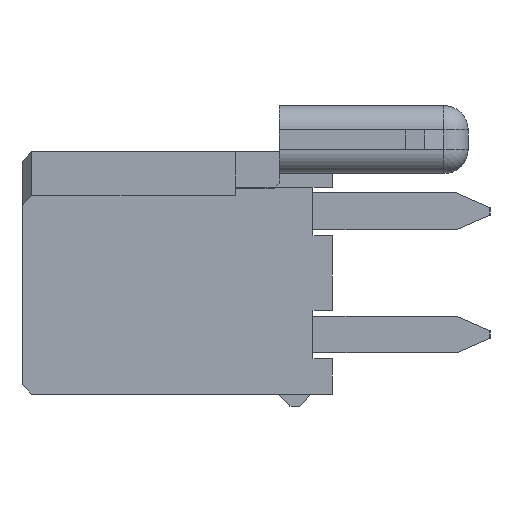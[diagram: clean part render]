
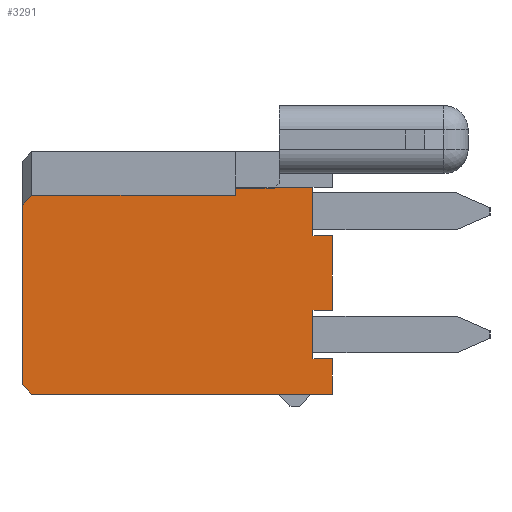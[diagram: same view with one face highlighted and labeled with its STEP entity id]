
A CAD part, left-side view. The second image highlights one B-rep face of the part: STEP entity #3291.
In plain terms, the highlighted planar face has unit normal (-1, 0, 0).
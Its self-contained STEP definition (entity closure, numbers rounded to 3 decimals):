
#1065=CARTESIAN_POINT('',(-18.4,5.2,1.6));
#1066=VERTEX_POINT('',#1065);
#1076=CARTESIAN_POINT('',(-18.4,1.,1.6));
#1077=VERTEX_POINT('',#1076);
#1078=CARTESIAN_POINT('',(-18.4,5.2,1.6));
#1079=CARTESIAN_POINT('',(-18.4,4.36,1.6));
#1080=CARTESIAN_POINT('',(-18.4,3.52,1.6));
#1081=CARTESIAN_POINT('',(-18.4,2.68,1.6));
#1082=CARTESIAN_POINT('',(-18.4,1.84,1.6));
#1083=CARTESIAN_POINT('',(-18.4,1.,1.6));
#1084=B_SPLINE_CURVE_WITH_KNOTS('',5,(#1078,#1079,#1080,#1081,#1082,#1083),.UNSPECIFIED.,.F.,.U.,(6,6),(0.,4.2),.UNSPECIFIED.);
#1085=EDGE_CURVE('',#1066,#1077,#1084,.T.);
#1104=CARTESIAN_POINT('',(-18.4,1.,1.75));
#1105=VERTEX_POINT('',#1104);
#1106=CARTESIAN_POINT('',(-18.4,0.2,1.75));
#1107=VERTEX_POINT('',#1106);
#1108=CARTESIAN_POINT('',(-18.4,1.,1.75));
#1109=CARTESIAN_POINT('',(-18.4,0.84,1.75));
#1110=CARTESIAN_POINT('',(-18.4,0.68,1.75));
#1111=CARTESIAN_POINT('',(-18.4,0.52,1.75));
#1112=CARTESIAN_POINT('',(-18.4,0.36,1.75));
#1113=CARTESIAN_POINT('',(-18.4,0.2,1.75));
#1114=B_SPLINE_CURVE_WITH_KNOTS('',5,(#1108,#1109,#1110,#1111,#1112,#1113),.UNSPECIFIED.,.F.,.U.,(6,6),(0.,0.8),.UNSPECIFIED.);
#1115=EDGE_CURVE('',#1105,#1107,#1114,.T.);
#1377=CARTESIAN_POINT('',(-18.4,5.4,1.4));
#1378=VERTEX_POINT('',#1377);
#1379=CARTESIAN_POINT('',(-18.4,5.4,1.4));
#1380=CARTESIAN_POINT('',(-18.4,5.36,1.44));
#1381=CARTESIAN_POINT('',(-18.4,5.32,1.48));
#1382=CARTESIAN_POINT('',(-18.4,5.28,1.52));
#1383=CARTESIAN_POINT('',(-18.4,5.24,1.56));
#1384=CARTESIAN_POINT('',(-18.4,5.2,1.6));
#1385=B_SPLINE_CURVE_WITH_KNOTS('',5,(#1379,#1380,#1381,#1382,#1383,#1384),.UNSPECIFIED.,.F.,.U.,(6,6),(0.,0.283),.UNSPECIFIED.);
#1386=EDGE_CURVE('',#1378,#1066,#1385,.T.);
#1409=CARTESIAN_POINT('',(-18.4,5.4,-2.3));
#1410=VERTEX_POINT('',#1409);
#1420=CARTESIAN_POINT('',(-18.4,5.4,-2.3));
#1421=CARTESIAN_POINT('',(-18.4,5.4,-1.56));
#1422=CARTESIAN_POINT('',(-18.4,5.4,-0.82));
#1423=CARTESIAN_POINT('',(-18.4,5.4,-0.08));
#1424=CARTESIAN_POINT('',(-18.4,5.4,0.66));
#1425=CARTESIAN_POINT('',(-18.4,5.4,1.4));
#1426=B_SPLINE_CURVE_WITH_KNOTS('',5,(#1420,#1421,#1422,#1423,#1424,#1425),.UNSPECIFIED.,.F.,.U.,(6,6),(0.,3.7),.UNSPECIFIED.);
#1427=EDGE_CURVE('',#1410,#1378,#1426,.T.);
#1438=CARTESIAN_POINT('',(-18.4,5.2,-2.5));
#1439=VERTEX_POINT('',#1438);
#1449=CARTESIAN_POINT('',(-18.4,5.2,-2.5));
#1450=CARTESIAN_POINT('',(-18.4,5.24,-2.46));
#1451=CARTESIAN_POINT('',(-18.4,5.28,-2.42));
#1452=CARTESIAN_POINT('',(-18.4,5.32,-2.38));
#1453=CARTESIAN_POINT('',(-18.4,5.36,-2.34));
#1454=CARTESIAN_POINT('',(-18.4,5.4,-2.3));
#1455=B_SPLINE_CURVE_WITH_KNOTS('',5,(#1449,#1450,#1451,#1452,#1453,#1454),.UNSPECIFIED.,.F.,.U.,(6,6),(0.,0.283),.UNSPECIFIED.);
#1456=EDGE_CURVE('',#1439,#1410,#1455,.T.);
#1607=CARTESIAN_POINT('',(-18.4,-1.,-1.77));
#1608=VERTEX_POINT('',#1607);
#1609=CARTESIAN_POINT('',(-18.4,-1.,-2.5));
#1610=VERTEX_POINT('',#1609);
#1611=CARTESIAN_POINT('',(-18.4,-1.,-1.77));
#1612=DIRECTION('',(0.,0.,-1.));
#1613=VECTOR('',#1612,0.73);
#1614=LINE('',#1611,#1613);
#1615=EDGE_CURVE('',#1608,#1610,#1614,.T.);
#2542=CARTESIAN_POINT('',(-18.4,-0.6,-0.77));
#2543=VERTEX_POINT('',#2542);
#2544=CARTESIAN_POINT('',(-18.4,-0.6,-1.77));
#2545=VERTEX_POINT('',#2544);
#2546=CARTESIAN_POINT('',(-18.4,-0.6,-0.77));
#2547=DIRECTION('',(0.,0.,-1.));
#2548=VECTOR('',#2547,1.);
#2549=LINE('',#2546,#2548);
#2550=EDGE_CURVE('',#2543,#2545,#2549,.T.);
#2583=CARTESIAN_POINT('',(-18.4,-0.6,-1.77));
#2584=DIRECTION('',(0.,-1.,0.));
#2585=VECTOR('',#2584,0.4);
#2586=LINE('',#2583,#2585);
#2587=EDGE_CURVE('',#2545,#1608,#2586,.T.);
#2716=CARTESIAN_POINT('',(-18.4,-1.,0.77));
#2717=VERTEX_POINT('',#2716);
#2724=CARTESIAN_POINT('',(-18.4,-1.,-0.77));
#2725=VERTEX_POINT('',#2724);
#2726=CARTESIAN_POINT('',(-18.4,-1.,0.77));
#2727=CARTESIAN_POINT('',(-18.4,-1.,0.462));
#2728=CARTESIAN_POINT('',(-18.4,-1.,0.154));
#2729=CARTESIAN_POINT('',(-18.4,-1.,-0.154));
#2730=CARTESIAN_POINT('',(-18.4,-1.,-0.462));
#2731=CARTESIAN_POINT('',(-18.4,-1.,-0.77));
#2732=B_SPLINE_CURVE_WITH_KNOTS('',5,(#2726,#2727,#2728,#2729,#2730,#2731),.UNSPECIFIED.,.F.,.U.,(6,6),(0.,1.54),.UNSPECIFIED.);
#2733=EDGE_CURVE('',#2717,#2725,#2732,.T.);
#2790=CARTESIAN_POINT('',(-18.4,-1.,-0.77));
#2791=DIRECTION('',(0.,1.,0.));
#2792=VECTOR('',#2791,0.4);
#2793=LINE('',#2790,#2792);
#2794=EDGE_CURVE('',#2725,#2543,#2793,.T.);
#2845=CARTESIAN_POINT('',(-18.4,-0.6,0.77));
#2846=VERTEX_POINT('',#2845);
#2855=CARTESIAN_POINT('',(-18.4,-0.6,0.77));
#2856=DIRECTION('',(0.,-1.,0.));
#2857=VECTOR('',#2856,0.4);
#2858=LINE('',#2855,#2857);
#2859=EDGE_CURVE('',#2846,#2717,#2858,.T.);
#3222=CARTESIAN_POINT('',(-18.4,2.2,0.226));
#3223=DIRECTION('',(0.,-1.,0.));
#3224=DIRECTION('',(-1.,0.,0.));
#3225=AXIS2_PLACEMENT_3D('',#3222,#3224,#3223);
#3226=PLANE('',#3225);
#3227=ORIENTED_EDGE('',*,*,#1115,.F.);
#3228=CARTESIAN_POINT('',(-18.4,1.,1.75));
#3229=CARTESIAN_POINT('',(-18.4,1.,1.72));
#3230=CARTESIAN_POINT('',(-18.4,1.,1.69));
#3231=CARTESIAN_POINT('',(-18.4,1.,1.66));
#3232=CARTESIAN_POINT('',(-18.4,1.,1.63));
#3233=CARTESIAN_POINT('',(-18.4,1.,1.6));
#3234=B_SPLINE_CURVE_WITH_KNOTS('',5,(#3228,#3229,#3230,#3231,#3232,#3233),.UNSPECIFIED.,.F.,.U.,(6,6),(0.,0.15),.UNSPECIFIED.);
#3235=EDGE_CURVE('',#1105,#1077,#3234,.T.);
#3236=ORIENTED_EDGE('',*,*,#3235,.T.);
#3237=ORIENTED_EDGE('',*,*,#1085,.F.);
#3238=ORIENTED_EDGE('',*,*,#1386,.F.);
#3239=ORIENTED_EDGE('',*,*,#1427,.F.);
#3240=ORIENTED_EDGE('',*,*,#1456,.F.);
#3241=CARTESIAN_POINT('',(-18.4,-0.55,-2.5));
#3242=VERTEX_POINT('',#3241);
#3243=CARTESIAN_POINT('',(-18.4,5.2,-2.5));
#3244=CARTESIAN_POINT('',(-18.4,4.05,-2.5));
#3245=CARTESIAN_POINT('',(-18.4,2.9,-2.5));
#3246=CARTESIAN_POINT('',(-18.4,1.75,-2.5));
#3247=CARTESIAN_POINT('',(-18.4,0.6,-2.5));
#3248=CARTESIAN_POINT('',(-18.4,-0.55,-2.5));
#3249=B_SPLINE_CURVE_WITH_KNOTS('',5,(#3243,#3244,#3245,#3246,#3247,#3248),.UNSPECIFIED.,.F.,.U.,(6,6),(0.,5.75),.UNSPECIFIED.);
#3250=EDGE_CURVE('',#1439,#3242,#3249,.T.);
#3251=ORIENTED_EDGE('',*,*,#3250,.T.);
#3252=CARTESIAN_POINT('',(-18.4,-0.55,-2.5));
#3253=DIRECTION('',(0.,-1.,0.));
#3254=VECTOR('',#3253,0.45);
#3255=LINE('',#3252,#3254);
#3256=EDGE_CURVE('',#3242,#1610,#3255,.T.);
#3257=ORIENTED_EDGE('',*,*,#3256,.T.);
#3258=ORIENTED_EDGE('',*,*,#1615,.F.);
#3259=ORIENTED_EDGE('',*,*,#2587,.F.);
#3260=ORIENTED_EDGE('',*,*,#2550,.F.);
#3261=ORIENTED_EDGE('',*,*,#2794,.F.);
#3262=ORIENTED_EDGE('',*,*,#2733,.F.);
#3263=ORIENTED_EDGE('',*,*,#2859,.F.);
#3264=CARTESIAN_POINT('',(-18.4,-0.6,1.77));
#3265=VERTEX_POINT('',#3264);
#3266=CARTESIAN_POINT('',(-18.4,-0.6,1.77));
#3267=DIRECTION('',(0.,0.,-1.));
#3268=VECTOR('',#3267,1.);
#3269=LINE('',#3266,#3268);
#3270=EDGE_CURVE('',#3265,#2846,#3269,.T.);
#3271=ORIENTED_EDGE('',*,*,#3270,.F.);
#3272=CARTESIAN_POINT('',(-18.4,0.18,1.77));
#3273=VERTEX_POINT('',#3272);
#3274=CARTESIAN_POINT('',(-18.4,-0.6,1.77));
#3275=DIRECTION('',(0.,1.,0.));
#3276=VECTOR('',#3275,0.78);
#3277=LINE('',#3274,#3276);
#3278=EDGE_CURVE('',#3265,#3273,#3277,.T.);
#3279=ORIENTED_EDGE('',*,*,#3278,.T.);
#3280=CARTESIAN_POINT('',(-18.4,0.2,1.75));
#3281=CARTESIAN_POINT('',(-18.4,0.196,1.754));
#3282=CARTESIAN_POINT('',(-18.4,0.192,1.758));
#3283=CARTESIAN_POINT('',(-18.4,0.188,1.762));
#3284=CARTESIAN_POINT('',(-18.4,0.184,1.766));
#3285=CARTESIAN_POINT('',(-18.4,0.18,1.77));
#3286=B_SPLINE_CURVE_WITH_KNOTS('',5,(#3280,#3281,#3282,#3283,#3284,#3285),.UNSPECIFIED.,.F.,.U.,(6,6),(0.,0.028),.UNSPECIFIED.);
#3287=EDGE_CURVE('',#1107,#3273,#3286,.T.);
#3288=ORIENTED_EDGE('',*,*,#3287,.F.);
#3289=EDGE_LOOP('',(#3227,#3236,#3237,#3238,#3239,#3240,#3251,#3257,#3258,#3259,#3260,#3261,#3262,#3263,#3271,#3279,#3288));
#3290=FACE_OUTER_BOUND('',#3289,.T.);
#3291=ADVANCED_FACE('',(#3290),#3226,.T.);
